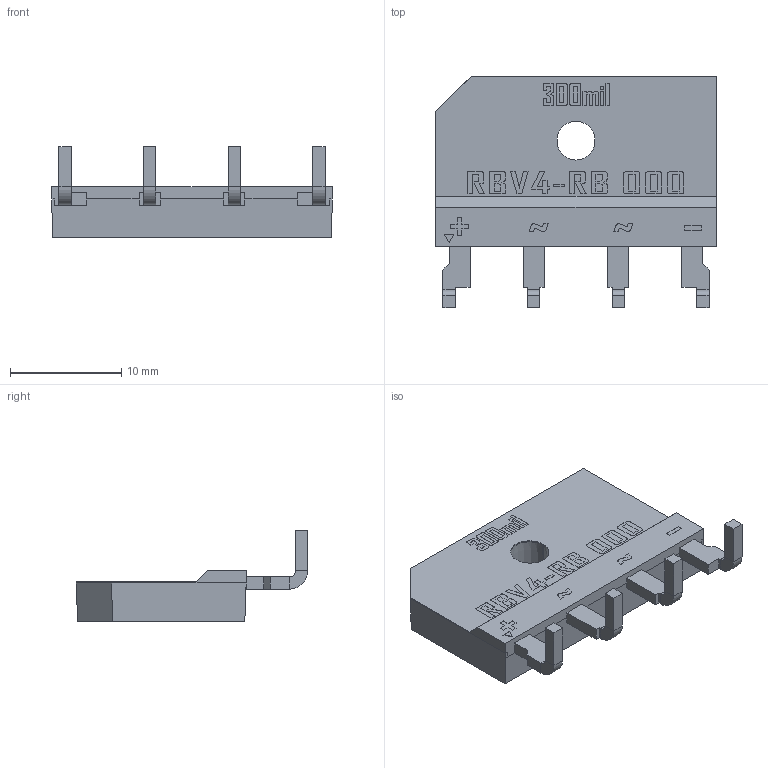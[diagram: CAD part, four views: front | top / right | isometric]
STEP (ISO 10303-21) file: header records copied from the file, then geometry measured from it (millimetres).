
FILE_DESCRIPTION (( 'STEP AP214' ), '1' );
FILE_NAME ('RBV4___RBV4-RB__.STEP', '2023-03-02T16:41:55', ( '' ), ( '' ), 'SwSTEP 2.0', 'SolidWorks 2020', '' );
FILE_SCHEMA (( 'AUTOMOTIVE_DESIGN' ));
Length unit declared in the file: millimetre
Products named in the file (1): RBV4___RBV4-RB__
Bounding box: 25.3 x 20.85 x 8.16 mm (x, y, z)
Volume: 1468.4 mm3; surface area: 1294.7 mm2
Topology: 1 solids, 1 shells, 387 faces, 1019 edges, 665 vertices
Faces by surface type: plane 315, bspline 60, cylinder 10, cone 2
Entity records: 17117 total; most frequent: CARTESIAN_POINT 4356, ORIENTED_EDGE 2038, DIRECTION 1577, EDGE_CURVE 1019, LINE 877, VECTOR 877, VERTEX_POINT 665, EDGE_LOOP 420
